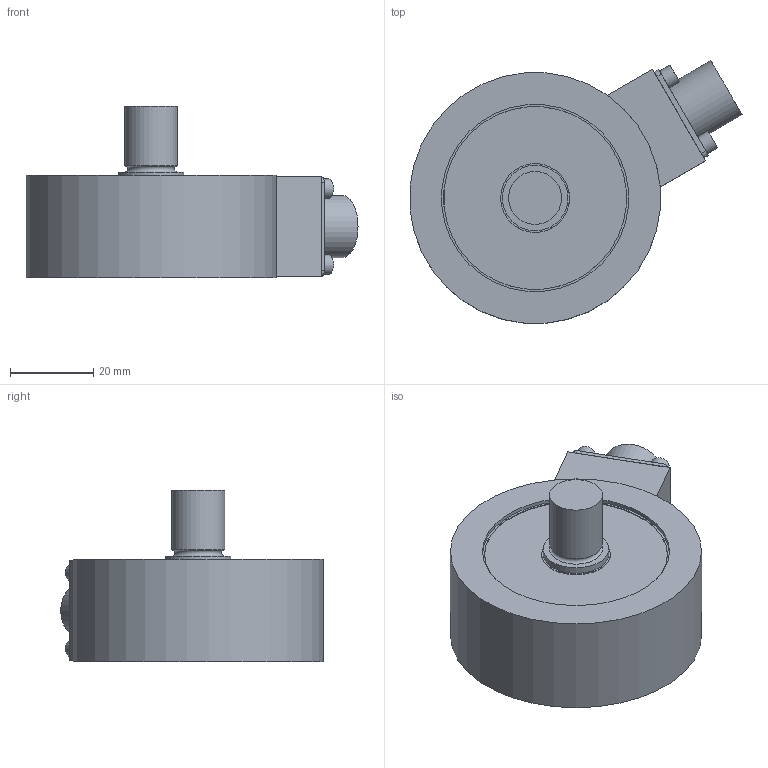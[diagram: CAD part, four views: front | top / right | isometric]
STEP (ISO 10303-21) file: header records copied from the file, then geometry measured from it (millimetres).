
FILE_DESCRIPTION((''),'2;1');
FILE_NAME('LCB500.stp','2010-08-30T11:57:32',('thomasL'),(''),'Autodesk Inventor 2008','Autodesk Inventor 2008','');
FILE_SCHEMA(('AUTOMOTIVE_DESIGN { 1 0 10303 214 1 1 1 1 }'));
Length unit declared in the file: inch
Products named in the file (5): LCB500; FM1424-B; FM1425; ~PART1; PART1
Assembly tree (4 placements, depth 4):
  LCB500
    FM1424-B
      FM1425
        ~PART1
      PART1
Bounding box: 79.72 x 63.05 x 41.27 mm (x, y, z)
Volume: 73699 mm3; surface area: 20697 mm2
Topology: 2 solids, 7 shells, 168 faces, 352 edges, 235 vertices
Faces by surface type: plane 78, cylinder 63, cone 16, bspline 10, torus 1
Full cylindrical faces by diameter (mm): 1.524 x12, 2.385 x4, 2.845 x4, 3.175 x4, 3.302 x4, 4.166 x6, 4.648 x4, 12.7 x1, 13.97 x1, 14.288 x1, 14.554 x1, 14.986 x1, 15.748 x1, 15.875 x1, 16.51 x1, 16.535 x1, 43.688 x1, 43.917 x1, 43.942 x2, 44.958 x2, 60.325 x1
Entity records: 4970 total; most frequent: CARTESIAN_POINT 1682, DIRECTION 672, ORIENTED_EDGE 494, EDGE_LOOP 288, AXIS2_PLACEMENT_3D 287, EDGE_CURVE 247, VERTEX_POINT 211, FACE_OUTER_BOUND 168
